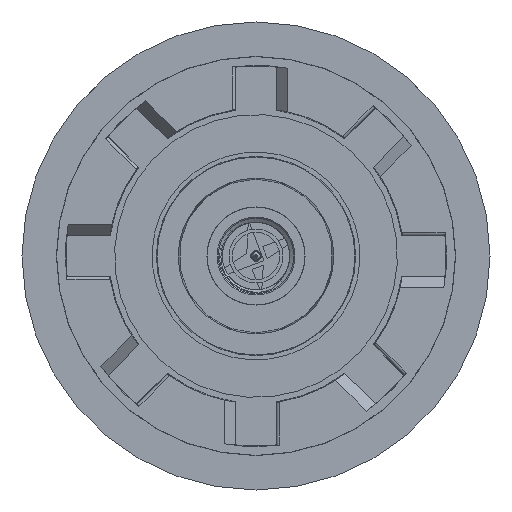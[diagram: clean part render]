
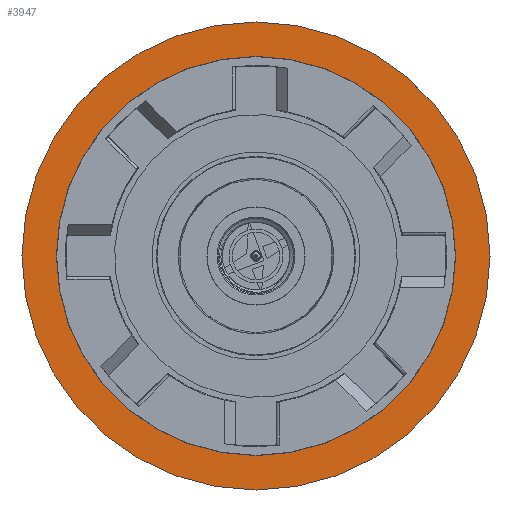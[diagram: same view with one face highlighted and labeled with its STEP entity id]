
A CAD part, front view. The second image highlights one B-rep face of the part: STEP entity #3947.
In plain terms, the highlighted planar face has unit normal (0, -1, 0).
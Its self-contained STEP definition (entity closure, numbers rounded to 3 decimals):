
#14 = CARTESIAN_POINT ( 'NONE',  ( 0., -3.28, 0. ) ) ;
#44 = DIRECTION ( 'NONE',  ( 0., -1., 0. ) ) ;
#79 = DIRECTION ( 'NONE',  ( 0., 0., -1. ) ) ;
#273 = AXIS2_PLACEMENT_3D ( 'NONE', #14, #44, #3858 ) ;
#298 = EDGE_CURVE ( 'NONE', #686, #686, #363, .T. ) ;
#363 = CIRCLE ( 'NONE', #4364, 20.27 ) ;
#686 = VERTEX_POINT ( 'NONE', #5544 ) ;
#987 = EDGE_CURVE ( 'NONE', #4067, #4067, #1872, .T. ) ;
#1872 = CIRCLE ( 'NONE', #2070, 17.286 ) ;
#1936 = FACE_BOUND ( 'NONE', #6007, .T. ) ;
#2070 = AXIS2_PLACEMENT_3D ( 'NONE', #2564, #4369, #79 ) ;
#2564 = CARTESIAN_POINT ( 'NONE',  ( 0., -3.28, 0. ) ) ;
#2603 = CARTESIAN_POINT ( 'NONE',  ( 0., -3.28, 0. ) ) ;
#2869 = EDGE_LOOP ( 'NONE', ( #5578 ) ) ;
#3491 = DIRECTION ( 'NONE',  ( 0., 0., -1. ) ) ;
#3719 = ORIENTED_EDGE ( 'NONE', *, *, #987, .F. ) ;
#3858 = DIRECTION ( 'NONE',  ( 0., 0., -1. ) ) ;
#3947 = ADVANCED_FACE ( 'NONE', ( #1936, #4872 ), #5693, .T. ) ;
#3966 = DIRECTION ( 'NONE',  ( 0., -1., 0. ) ) ;
#4067 = VERTEX_POINT ( 'NONE', #4623 ) ;
#4364 = AXIS2_PLACEMENT_3D ( 'NONE', #2603, #3966, #3491 ) ;
#4369 = DIRECTION ( 'NONE',  ( 0., -1., 0. ) ) ;
#4623 = CARTESIAN_POINT ( 'NONE',  ( 0., -3.28, -17.286 ) ) ;
#4872 = FACE_OUTER_BOUND ( 'NONE', #2869, .T. ) ;
#5544 = CARTESIAN_POINT ( 'NONE',  ( 0., -3.28, -20.27 ) ) ;
#5578 = ORIENTED_EDGE ( 'NONE', *, *, #298, .T. ) ;
#5693 = PLANE ( 'NONE',  #273 ) ;
#6007 = EDGE_LOOP ( 'NONE', ( #3719 ) ) ;
